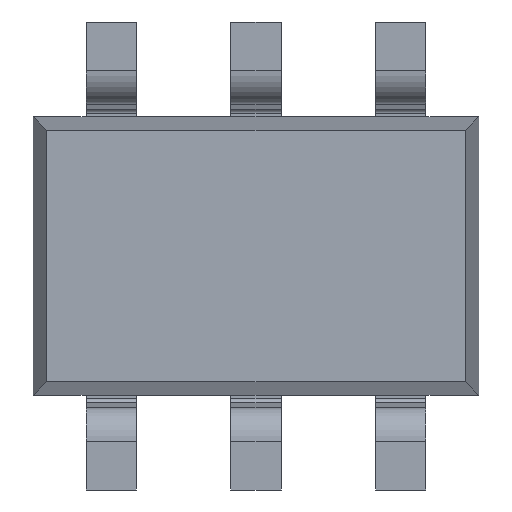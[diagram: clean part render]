
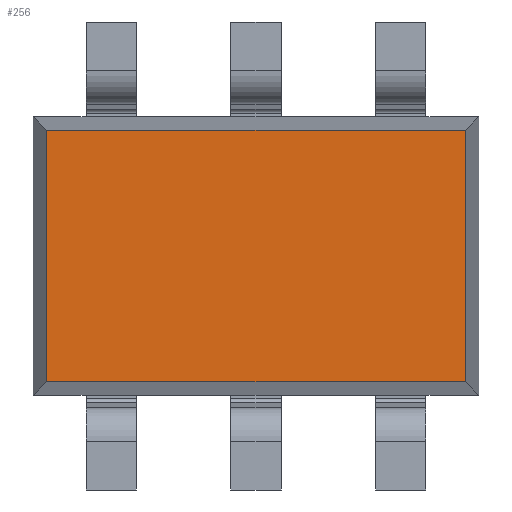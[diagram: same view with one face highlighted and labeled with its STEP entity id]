
A CAD part, front view. The second image highlights one B-rep face of the part: STEP entity #256.
In plain terms, the highlighted planar face has unit normal (0, -1, 0).
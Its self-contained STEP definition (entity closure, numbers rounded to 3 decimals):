
#67 = EDGE_CURVE ( 'NONE', #230, #212, #777, .T. ) ;
#197 = VERTEX_POINT ( 'NONE', #985 ) ;
#202 = EDGE_CURVE ( 'NONE', #212, #210, #996, .T. ) ;
#210 = VERTEX_POINT ( 'NONE', #1067 ) ;
#212 = VERTEX_POINT ( 'NONE', #1000 ) ;
#228 = EDGE_CURVE ( 'NONE', #197, #230, #1100, .T. ) ;
#230 = VERTEX_POINT ( 'NONE', #1132 ) ;
#236 = ORIENTED_EDGE ( 'NONE', *, *, #202, .T. ) ;
#237 = EDGE_CURVE ( 'NONE', #210, #197, #398, .T. ) ;
#238 = EDGE_LOOP ( 'NONE', ( #236, #253, #247, #248 ) ) ;
#247 = ORIENTED_EDGE ( 'NONE', *, *, #228, .T. ) ;
#248 = ORIENTED_EDGE ( 'NONE', *, *, #67, .T. ) ;
#253 = ORIENTED_EDGE ( 'NONE', *, *, #237, .T. ) ;
#256 = ADVANCED_FACE ( 'NONE', ( #1162 ), #1159, .T. ) ;
#372 = VECTOR ( 'NONE', #402, 1000. ) ;
#397 = CARTESIAN_POINT ( 'NONE',  ( 0., -0.5, -1.189 ) ) ;
#398 = LINE ( 'NONE', #397, #372 ) ;
#402 = DIRECTION ( 'NONE',  ( 1., 0., 0. ) ) ;
#777 = LINE ( 'NONE', #827, #782 ) ;
#782 = VECTOR ( 'NONE', #823, 1000. ) ;
#823 = DIRECTION ( 'NONE',  ( -1., 0., 0. ) ) ;
#827 = CARTESIAN_POINT ( 'NONE',  ( 0., -0.5, -0.061 ) ) ;
#985 = CARTESIAN_POINT ( 'NONE',  ( 1.939, -0.5, -1.189 ) ) ;
#993 = DIRECTION ( 'NONE',  ( 0., 0., -1. ) ) ;
#994 = VECTOR ( 'NONE', #993, 1000. ) ;
#995 = CARTESIAN_POINT ( 'NONE',  ( 0.061, -0.5, 0. ) ) ;
#996 = LINE ( 'NONE', #995, #994 ) ;
#1000 = CARTESIAN_POINT ( 'NONE',  ( 0.061, -0.5, -0.061 ) ) ;
#1067 = CARTESIAN_POINT ( 'NONE',  ( 0.061, -0.5, -1.189 ) ) ;
#1078 = DIRECTION ( 'NONE',  ( 0., 0., 1. ) ) ;
#1079 = VECTOR ( 'NONE', #1078, 1000. ) ;
#1091 = CARTESIAN_POINT ( 'NONE',  ( 1.939, -0.5, 0. ) ) ;
#1100 = LINE ( 'NONE', #1091, #1079 ) ;
#1132 = CARTESIAN_POINT ( 'NONE',  ( 1.939, -0.5, -0.061 ) ) ;
#1151 = AXIS2_PLACEMENT_3D ( 'NONE', #1184, #1183, #1182 ) ;
#1159 = PLANE ( 'NONE',  #1151 ) ;
#1162 = FACE_OUTER_BOUND ( 'NONE', #238, .T. ) ;
#1182 = DIRECTION ( 'NONE',  ( 0., 0., -1. ) ) ;
#1183 = DIRECTION ( 'NONE',  ( 0., -1., 0. ) ) ;
#1184 = CARTESIAN_POINT ( 'NONE',  ( 0., -0.5, -1.25 ) ) ;
